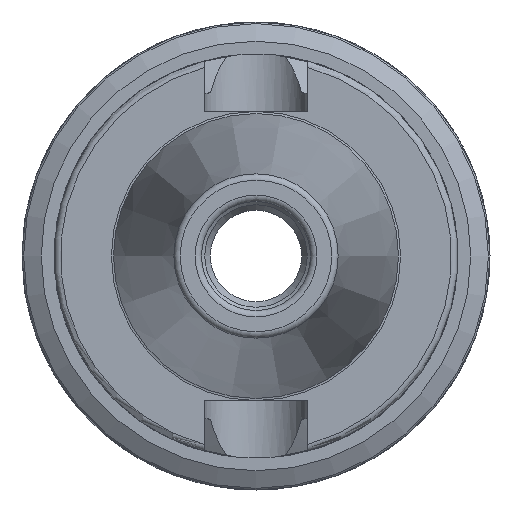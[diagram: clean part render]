
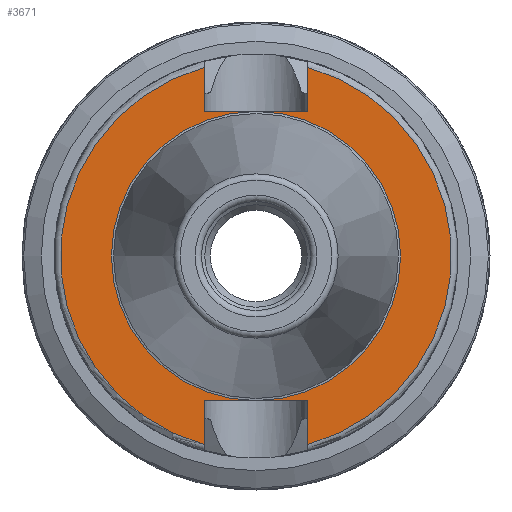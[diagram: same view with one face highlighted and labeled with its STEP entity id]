
A CAD part, left-side view. The second image highlights one B-rep face of the part: STEP entity #3671.
In plain terms, the highlighted planar face has unit normal (-1, 0, 0).
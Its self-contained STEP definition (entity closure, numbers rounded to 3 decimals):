
#302=CARTESIAN_POINT('',(2.,8.05,-22.6));
#303=VERTEX_POINT('',#302);
#310=CARTESIAN_POINT('',(2.,8.05,-29.418));
#311=VERTEX_POINT('',#310);
#312=CARTESIAN_POINT('',(2.,8.05,-29.418));
#313=DIRECTION('',(0.0,0.0,1.0));
#314=VECTOR('',#313,6.818);
#315=LINE('',#312,#314);
#316=EDGE_CURVE('',#311,#303,#315,.T.);
#393=CARTESIAN_POINT('',(2.,-8.05,-29.418));
#394=VERTEX_POINT('',#393);
#408=CARTESIAN_POINT('',(2.,-8.05,-22.6));
#409=VERTEX_POINT('',#408);
#410=CARTESIAN_POINT('',(2.,-8.05,-22.6));
#411=DIRECTION('',(0.0,0.0,-1.0));
#412=VECTOR('',#411,6.818);
#413=LINE('',#410,#412);
#414=EDGE_CURVE('',#409,#394,#413,.T.);
#434=CARTESIAN_POINT('',(2.,8.05,-22.6));
#435=DIRECTION('',(0.0,-1.0,0.0));
#436=VECTOR('',#435,16.1);
#437=LINE('',#434,#436);
#438=EDGE_CURVE('',#303,#409,#437,.T.);
#593=CARTESIAN_POINT('',(2.,8.05,29.418));
#594=VERTEX_POINT('',#593);
#595=CARTESIAN_POINT('',(2.0,0.,0.0));
#596=DIRECTION('',(1.0,0.0,0.0));
#597=DIRECTION('',(0.0,1.0,0.0));
#598=AXIS2_PLACEMENT_3D('',#595,#596,#597);
#599=CIRCLE('',#598,30.5);
#600=EDGE_CURVE('',#311,#594,#599,.T.);
#682=CARTESIAN_POINT('',(2.,8.05,22.6));
#683=VERTEX_POINT('',#682);
#684=CARTESIAN_POINT('',(2.,8.05,22.6));
#685=DIRECTION('',(0.0,0.0,1.0));
#686=VECTOR('',#685,6.818);
#687=LINE('',#684,#686);
#688=EDGE_CURVE('',#683,#594,#687,.T.);
#756=CARTESIAN_POINT('',(2.,-8.05,29.418));
#757=VERTEX_POINT('',#756);
#801=CARTESIAN_POINT('',(2.,-8.05,22.6));
#802=VERTEX_POINT('',#801);
#809=CARTESIAN_POINT('',(2.,-8.05,29.418));
#810=DIRECTION('',(0.0,0.0,-1.0));
#811=VECTOR('',#810,6.818);
#812=LINE('',#809,#811);
#813=EDGE_CURVE('',#757,#802,#812,.T.);
#826=CARTESIAN_POINT('',(2.,-8.05,22.6));
#827=DIRECTION('',(0.0,1.0,0.0));
#828=VECTOR('',#827,16.1);
#829=LINE('',#826,#828);
#830=EDGE_CURVE('',#802,#683,#829,.T.);
#2733=CARTESIAN_POINT('',(2.0,0.,0.0));
#2734=DIRECTION('',(1.0,0.0,0.0));
#2735=DIRECTION('',(0.0,1.0,0.0));
#2736=AXIS2_PLACEMENT_3D('',#2733,#2734,#2735);
#2737=CIRCLE('',#2736,30.5);
#2738=EDGE_CURVE('',#757,#394,#2737,.T.);
#3638=CARTESIAN_POINT('',(2.,22.55,0.0));
#3639=VERTEX_POINT('',#3638);
#3640=CARTESIAN_POINT('',(2.,0.,0.0));
#3641=DIRECTION('',(1.0,0.0,0.0));
#3642=DIRECTION('',(0.0,1.0,0.0));
#3643=AXIS2_PLACEMENT_3D('',#3640,#3641,#3642);
#3644=CIRCLE('',#3643,22.55);
#3645=EDGE_CURVE('',#3639,#3639,#3644,.T.);
#3653=CARTESIAN_POINT('',(2.,26.525,0.0));
#3654=DIRECTION('',(-1.0,0.0,0.0));
#3655=DIRECTION('',(0.0,0.0,1.0));
#3656=AXIS2_PLACEMENT_3D('',#3653,#3654,#3655);
#3657=PLANE('',#3656);
#3658=ORIENTED_EDGE('',*,*,#414,.T.);
#3659=ORIENTED_EDGE('',*,*,#2738,.F.);
#3660=ORIENTED_EDGE('',*,*,#813,.T.);
#3661=ORIENTED_EDGE('',*,*,#830,.T.);
#3662=ORIENTED_EDGE('',*,*,#688,.T.);
#3663=ORIENTED_EDGE('',*,*,#600,.F.);
#3664=ORIENTED_EDGE('',*,*,#316,.T.);
#3665=ORIENTED_EDGE('',*,*,#438,.T.);
#3666=EDGE_LOOP('',(#3658,#3659,#3660,#3661,#3662,#3663,#3664,#3665));
#3667=FACE_OUTER_BOUND('',#3666,.T.);
#3668=ORIENTED_EDGE('',*,*,#3645,.T.);
#3669=EDGE_LOOP('',(#3668));
#3670=FACE_BOUND('',#3669,.T.);
#3671=ADVANCED_FACE('',(#3667,#3670),#3657,.T.);
